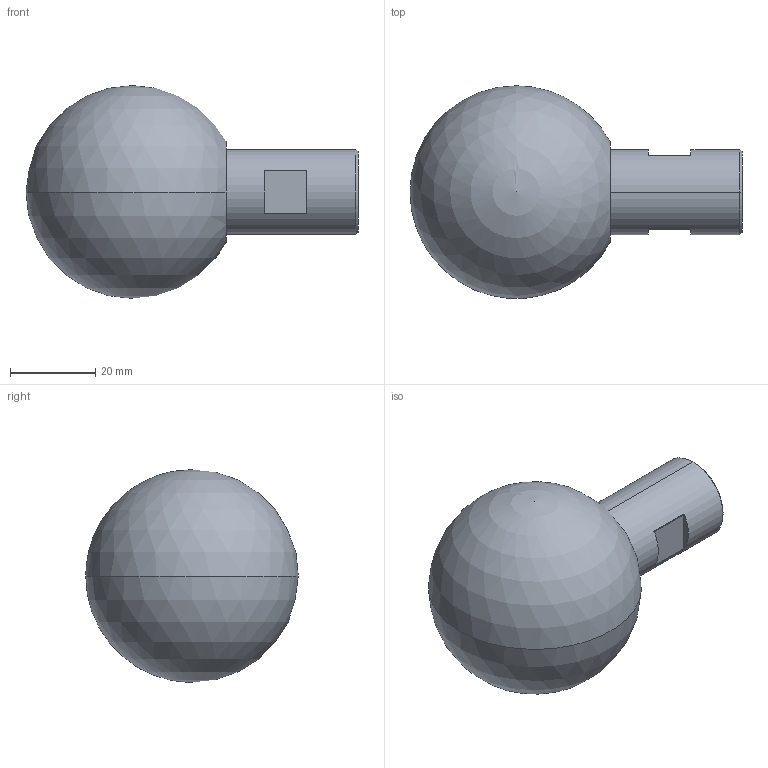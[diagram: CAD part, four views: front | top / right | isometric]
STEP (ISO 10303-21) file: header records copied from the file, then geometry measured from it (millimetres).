
FILE_DESCRIPTION (( 'STEP AP203' ), '1' );
FILE_NAME ('SF-K0726-1120.STEP', '2025-03-12T06:53:23', ( '微软用户' ), ( '微软中国' ), 'SwSTEP 2.0', 'SolidWorks 2016', '' );
FILE_SCHEMA (( 'CONFIG_CONTROL_DESIGN' ));
Length unit declared in the file: millimetre
Products named in the file (1): SF-K0726-1120
Bounding box: 78 x 49.92 x 50 mm (x, y, z)
Volume: 72842.2 mm3; surface area: 10446.7 mm2
Topology: 1 solids, 1 shells, 24 faces, 57 edges, 35 vertices
Faces by surface type: plane 12, cone 6, cylinder 4, sphere 2
Entity records: 719 total; most frequent: DIRECTION 120, CARTESIAN_POINT 107, ORIENTED_EDGE 100, EDGE_CURVE 50, AXIS2_PLACEMENT_3D 45, VERTEX_POINT 32, VECTOR 30, LINE 30
